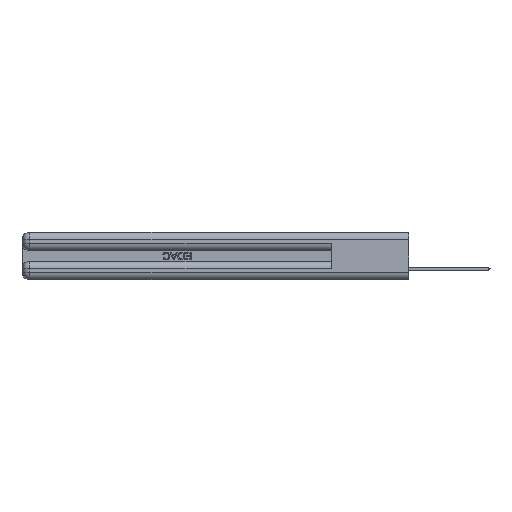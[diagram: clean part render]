
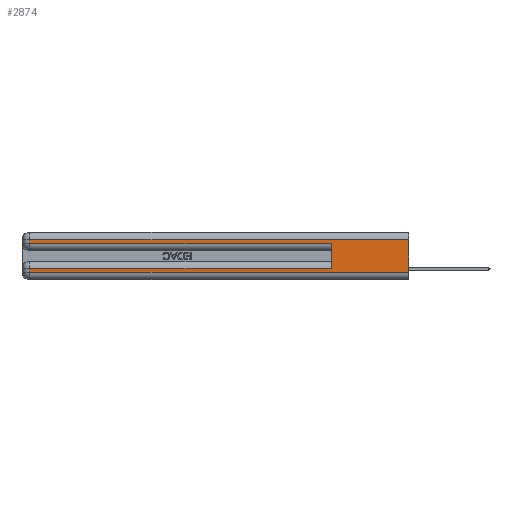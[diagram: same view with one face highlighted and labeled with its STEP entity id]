
A CAD part, left-side view. The second image highlights one B-rep face of the part: STEP entity #2874.
In plain terms, the highlighted planar face has unit normal (-1, 0, 0).
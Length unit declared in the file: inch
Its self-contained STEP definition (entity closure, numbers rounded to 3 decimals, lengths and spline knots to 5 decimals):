
#710 = CARTESIAN_POINT ( 'NONE',  ( 0., 2.94, 0.085 ) ) ;
#1099 = CARTESIAN_POINT ( 'NONE',  ( 0., 0., 0.06 ) ) ;
#1205 = PLANE ( 'NONE',  #20778 ) ;
#1851 = CARTESIAN_POINT ( 'NONE',  ( 0., 2.94, 0.285 ) ) ;
#1987 = ORIENTED_EDGE ( 'NONE', *, *, #23298, .T. ) ;
#1992 = VECTOR ( 'NONE', #42561, 39.37008 ) ;
#2874 = ADVANCED_FACE ( 'NONE', ( #12191 ), #1205, .F. ) ;
#3071 = VECTOR ( 'NONE', #22523, 39.37008 ) ;
#3974 = EDGE_CURVE ( 'NONE', #27252, #30194, #26864, .T. ) ;
#4369 = VERTEX_POINT ( 'NONE', #13518 ) ;
#4818 = CARTESIAN_POINT ( 'NONE',  ( 0., 2.94, 0.37 ) ) ;
#5321 = DIRECTION ( 'NONE',  ( 1., 0., 0. ) ) ;
#5670 = LINE ( 'NONE', #11275, #8280 ) ;
#6138 = ORIENTED_EDGE ( 'NONE', *, *, #42070, .T. ) ;
#8280 = VECTOR ( 'NONE', #36142, 39.37008 ) ;
#9438 = EDGE_CURVE ( 'NONE', #4369, #43728, #21450, .T. ) ;
#10336 = ORIENTED_EDGE ( 'NONE', *, *, #39992, .T. ) ;
#10363 = VECTOR ( 'NONE', #51298, 39.37008 ) ;
#10652 = VECTOR ( 'NONE', #38915, 39.37008 ) ;
#10807 = ORIENTED_EDGE ( 'NONE', *, *, #9438, .T. ) ;
#11275 = CARTESIAN_POINT ( 'NONE',  ( 0., 0., 0.085 ) ) ;
#11568 = VECTOR ( 'NONE', #50962, 39.37008 ) ;
#12158 = VERTEX_POINT ( 'NONE', #50254 ) ;
#12191 = FACE_OUTER_BOUND ( 'NONE', #47336, .T. ) ;
#12203 = CARTESIAN_POINT ( 'NONE',  ( 0., 0.6, 0.085 ) ) ;
#13058 = ORIENTED_EDGE ( 'NONE', *, *, #27033, .T. ) ;
#13198 = DIRECTION ( 'NONE',  ( 0., 0., -1. ) ) ;
#13518 = CARTESIAN_POINT ( 'NONE',  ( 0., 0., 0.31 ) ) ;
#13904 = LINE ( 'NONE', #38183, #29902 ) ;
#14064 = CARTESIAN_POINT ( 'NONE',  ( 0., 0.6, 0.285 ) ) ;
#14677 = EDGE_CURVE ( 'NONE', #27252, #32668, #5670, .T. ) ;
#17266 = DIRECTION ( 'NONE',  ( 0., 0., -1. ) ) ;
#17762 = CARTESIAN_POINT ( 'NONE',  ( 0., 2.94, 0.06 ) ) ;
#19649 = ORIENTED_EDGE ( 'NONE', *, *, #51462, .F. ) ;
#20167 = ORIENTED_EDGE ( 'NONE', *, *, #14677, .T. ) ;
#20778 = AXIS2_PLACEMENT_3D ( 'NONE', #45692, #5321, #13198 ) ;
#21369 = LINE ( 'NONE', #4818, #49493 ) ;
#21450 = LINE ( 'NONE', #38730, #10652 ) ;
#22523 = DIRECTION ( 'NONE',  ( 0., 0., -1. ) ) ;
#22746 = CARTESIAN_POINT ( 'NONE',  ( 0., 2.94, 0.37 ) ) ;
#23298 = EDGE_CURVE ( 'NONE', #43370, #30194, #13904, .T. ) ;
#26864 = LINE ( 'NONE', #27280, #11568 ) ;
#27033 = EDGE_CURVE ( 'NONE', #42623, #12158, #33972, .T. ) ;
#27206 = CARTESIAN_POINT ( 'NONE',  ( 0., 0., 0.37 ) ) ;
#27252 = VERTEX_POINT ( 'NONE', #12203 ) ;
#27280 = CARTESIAN_POINT ( 'NONE',  ( 0., 0.6, 0.145 ) ) ;
#29902 = VECTOR ( 'NONE', #45758, 39.37008 ) ;
#30194 = VERTEX_POINT ( 'NONE', #14064 ) ;
#30629 = ORIENTED_EDGE ( 'NONE', *, *, #3974, .F. ) ;
#32668 = VERTEX_POINT ( 'NONE', #710 ) ;
#33972 = LINE ( 'NONE', #1099, #1992 ) ;
#36142 = DIRECTION ( 'NONE',  ( 0., 1., 0. ) ) ;
#36333 = LINE ( 'NONE', #27206, #3071 ) ;
#38183 = CARTESIAN_POINT ( 'NONE',  ( 0., 0., 0.285 ) ) ;
#38730 = CARTESIAN_POINT ( 'NONE',  ( 0., 0., 0.31 ) ) ;
#38915 = DIRECTION ( 'NONE',  ( 0., 1., 0. ) ) ;
#39992 = EDGE_CURVE ( 'NONE', #43728, #43370, #21369, .T. ) ;
#41648 = LINE ( 'NONE', #22746, #10363 ) ;
#42070 = EDGE_CURVE ( 'NONE', #32668, #42623, #41648, .T. ) ;
#42561 = DIRECTION ( 'NONE',  ( 0., -1., 0. ) ) ;
#42623 = VERTEX_POINT ( 'NONE', #17762 ) ;
#43370 = VERTEX_POINT ( 'NONE', #1851 ) ;
#43728 = VERTEX_POINT ( 'NONE', #52455 ) ;
#45692 = CARTESIAN_POINT ( 'NONE',  ( 0., 0., 0.37 ) ) ;
#45758 = DIRECTION ( 'NONE',  ( 0., -1., 0. ) ) ;
#47336 = EDGE_LOOP ( 'NONE', ( #19649, #10807, #10336, #1987, #30629, #20167, #6138, #13058 ) ) ;
#49493 = VECTOR ( 'NONE', #17266, 39.37008 ) ;
#50254 = CARTESIAN_POINT ( 'NONE',  ( 0., 0., 0.06 ) ) ;
#50962 = DIRECTION ( 'NONE',  ( 0., 0., 1. ) ) ;
#51298 = DIRECTION ( 'NONE',  ( 0., 0., -1. ) ) ;
#51462 = EDGE_CURVE ( 'NONE', #4369, #12158, #36333, .T. ) ;
#52455 = CARTESIAN_POINT ( 'NONE',  ( 0., 2.94, 0.31 ) ) ;
